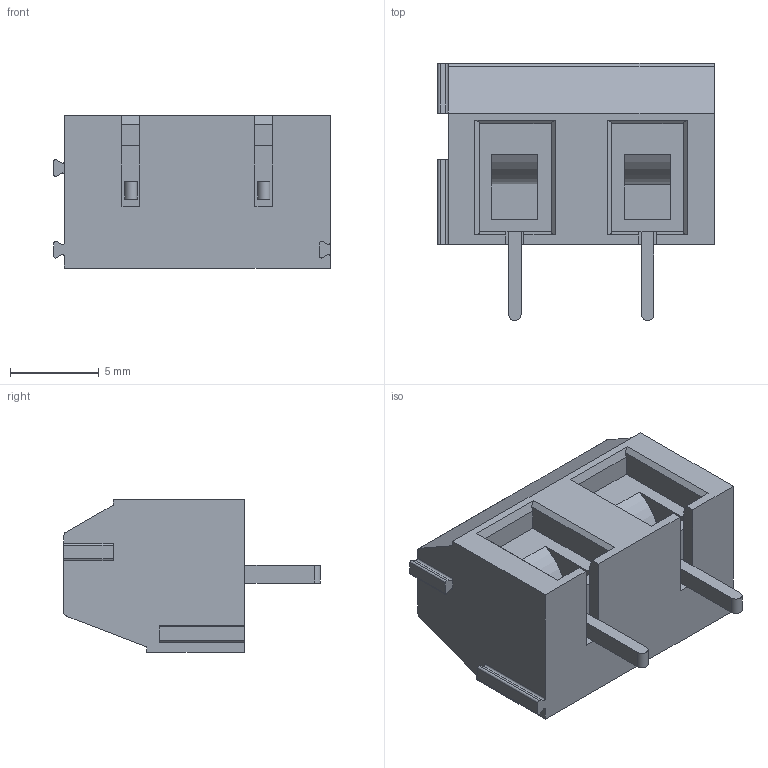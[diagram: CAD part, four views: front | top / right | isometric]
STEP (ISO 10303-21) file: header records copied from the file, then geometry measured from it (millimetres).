
FILE_DESCRIPTION(('STEP AP214'),'1');
FILE_NAME('MBE172-7.5-V.stp','2015-10-21T13:33:15',(' '),(' '),'Spatial InterOp 3D',' ',' ');
FILE_SCHEMA(('automotive_design'));
Length unit declared in the file: metre
Products named in the file (2): 1; 2
Bounding box: 15.6 x 14.5 x 8.6 mm (x, y, z)
Volume: 981.9 mm3; surface area: 1131.7 mm2
Topology: 1 solids, 12 shells, 149 faces, 434 edges, 308 vertices
Faces by surface type: plane 114, cylinder 33, torus 2
Full cylindrical faces by diameter (mm): 2.5 x2, 3.3 x2, 3.4 x2
Entity records: 6038 total; most frequent: CARTESIAN_POINT 873, DIRECTION 806, ORIENTED_EDGE 786, EDGE_CURVE 420, LINE 336, VECTOR 336, VERTEX_POINT 302, AXIS2_PLACEMENT_3D 235
